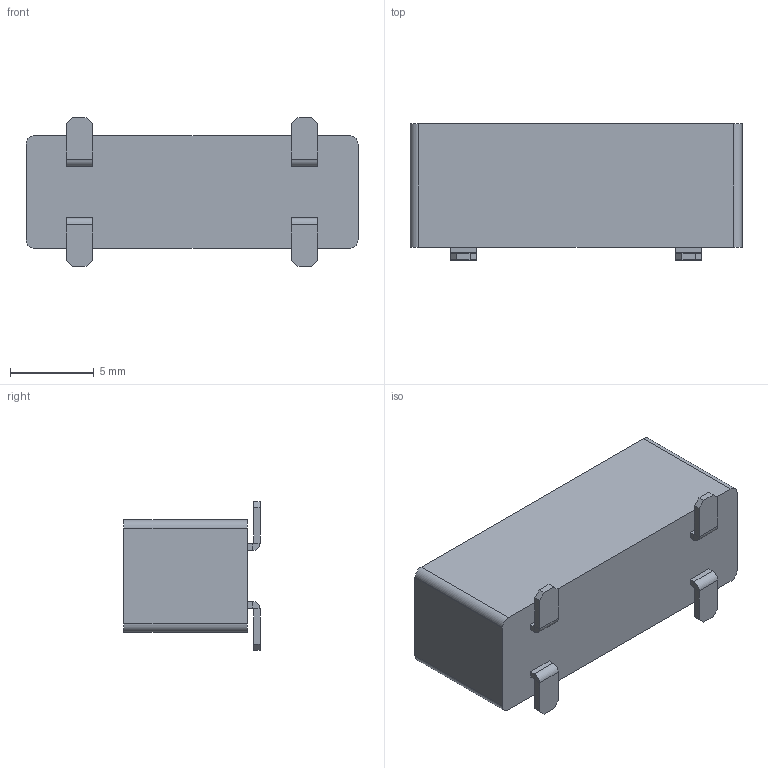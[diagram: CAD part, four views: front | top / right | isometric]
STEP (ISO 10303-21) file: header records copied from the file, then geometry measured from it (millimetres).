
FILE_DESCRIPTION (( 'STEP AP214' ), '1' );
FILE_NAME ('3587TR.STEP', '2023-02-01T14:00:42', ( '' ), ( '' ), 'SwSTEP 2.0', 'SolidWorks 2021', '' );
FILE_SCHEMA (( 'AUTOMOTIVE_DESIGN' ));
Length unit declared in the file: inch
Products named in the file (1): 3587TR
Bounding box: 19.81 x 8.13 x 8.89 mm (x, y, z)
Volume: 641.2 mm3; surface area: 1483.9 mm2
Topology: 7 solids, 7 shells, 219 faces, 484 edges, 280 vertices
Faces by surface type: plane 179, cylinder 40
Entity records: 5944 total; most frequent: CARTESIAN_POINT 1032, DIRECTION 988, ORIENTED_EDGE 968, EDGE_CURVE 484, LINE 404, VECTOR 404, AXIS2_PLACEMENT_3D 292, VERTEX_POINT 280
